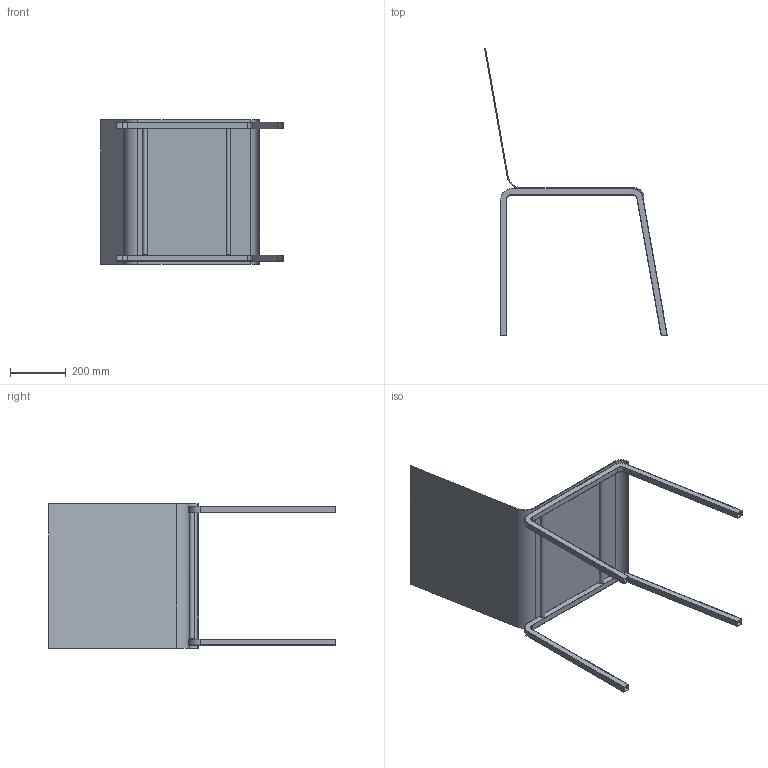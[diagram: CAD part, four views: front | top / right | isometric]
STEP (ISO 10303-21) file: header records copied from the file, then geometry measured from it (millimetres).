
FILE_DESCRIPTION(/* description */ (''),/* implementation_level */ '2;1');
FILE_NAME(/* name */ 'silla.stp',/* time_stamp */ '2023-11-25T10:59:54-05:00',/* author */ ('David'),/* organization */ (''),/* preprocessor_version */ 'ST-DEVELOPER v19.2',/* originating_system */ 'Autodesk Inventor 2024',/* authorisation */ '');
FILE_SCHEMA (('AUTOMOTIVE_DESIGN { 1 0 10303 214 3 1 1 }'));
Length unit declared in the file: millimetre
Products named in the file (4): Ensamblaje1; Patas; soporte1; sillla
Assembly tree (5 placements, depth 2):
  Ensamblaje1
    Patas  x2
    soporte1  x2
    sillla
Bounding box: 656.64 x 1032.66 x 521.19 mm (x, y, z)
Volume: 1867662.4 mm3; surface area: 1647051.9 mm2
Topology: 5 solids, 5 shells, 94 faces, 224 edges, 144 vertices
Faces by surface type: plane 66, cylinder 28
Full cylindrical faces by diameter (mm): 13 x4, 14.67 x2, 15.87 x2
Entity records: 1818 total; most frequent: DIRECTION 300, CARTESIAN_POINT 285, ORIENTED_EDGE 268, EDGE_CURVE 134, LINE 102, VECTOR 102, AXIS2_PLACEMENT_3D 99, VERTEX_POINT 84
